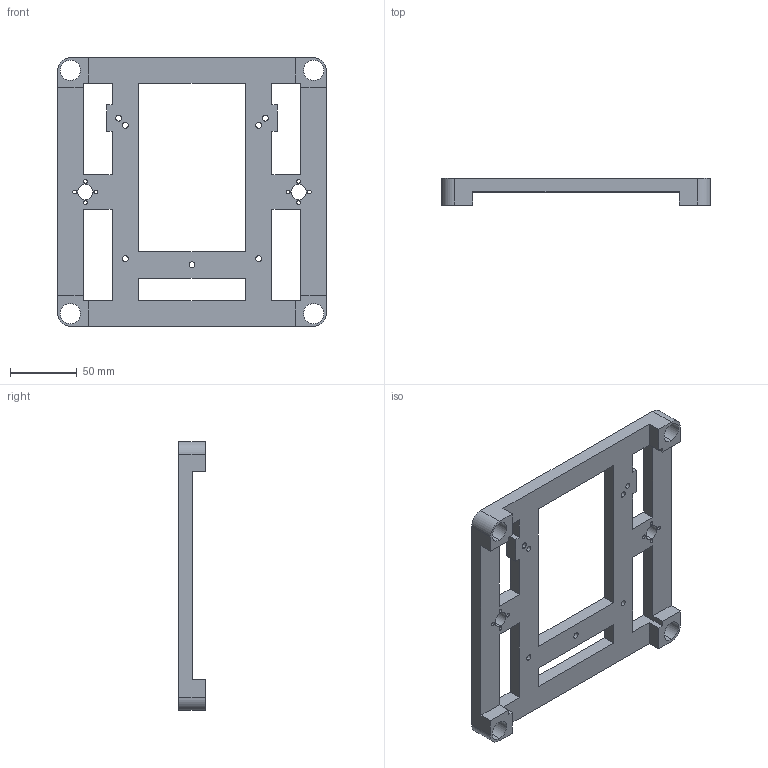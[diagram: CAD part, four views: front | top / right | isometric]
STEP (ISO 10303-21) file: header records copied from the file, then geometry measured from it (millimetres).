
FILE_DESCRIPTION (( 'STEP AP214' ), '1' );
FILE_NAME ('Rook_Tray 1.2.STEP', '2022-11-14T18:48:38', ( '' ), ( '' ), 'SwSTEP 2.0', 'SolidWorks 2020', '' );
FILE_SCHEMA (( 'AUTOMOTIVE_DESIGN' ));
Length unit declared in the file: millimetre
Products named in the file (1): Rook_Tray 1.2
Bounding box: 201.74 x 20 x 201.74 mm (x, y, z)
Volume: 232809 mm3; surface area: 76231.8 mm2
Topology: 1 solids, 1 shells, 113 faces, 330 edges, 220 vertices
Faces by surface type: cylinder 58, plane 55
Entity records: 3922 total; most frequent: DIRECTION 674, CARTESIAN_POINT 664, ORIENTED_EDGE 660, EDGE_CURVE 330, AXIS2_PLACEMENT_3D 230, VERTEX_POINT 220, VECTOR 214, LINE 214
